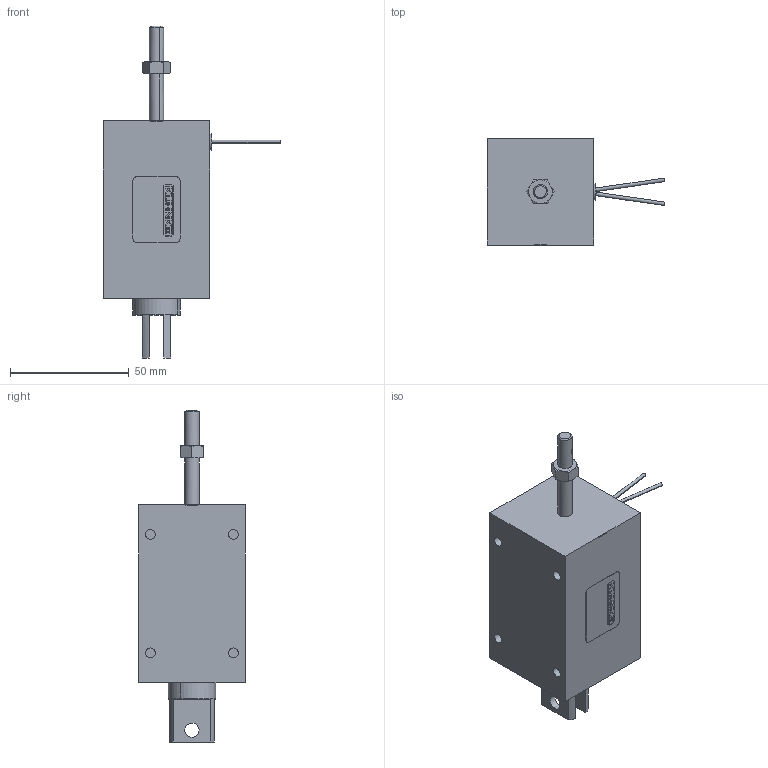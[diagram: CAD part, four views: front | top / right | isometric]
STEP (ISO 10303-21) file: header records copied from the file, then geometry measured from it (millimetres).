
FILE_DESCRIPTION(('CATIA V5 STEP','CAx-IF Rec.Pracs.--- Model Styling and Organization---1.4--- 2014-01-23'),'2;1');
FILE_NAME('V45-F_10277874_1_Huelle.stp','2021-05-27T07:36:49+00:00',('none'),('none'),'CATIA Version 5-6 Release 2018 SP3 HF13','CATIA V5 STEP AP214','none');
FILE_SCHEMA(('AUTOMOTIVE_DESIGN { 1 0 10303 214 1 1 1 1 }'));
Length unit declared in the file: millimetre
Products named in the file (1): Part20
Bounding box: 74.85 x 44.99 x 140 mm (x, y, z)
Volume: 156330.6 mm3; surface area: 21006.7 mm2
Topology: 1 solids, 1 shells, 190 faces, 494 edges, 324 vertices
Faces by surface type: plane 140, cylinder 38, torus 6, cone 6
Entity records: 5481 total; most frequent: CARTESIAN_POINT 1060, ORIENTED_EDGE 980, DIRECTION 740, EDGE_CURVE 490, VECTOR 372, LINE 372, VERTEX_POINT 324, AXIS2_PLACEMENT_3D 236
